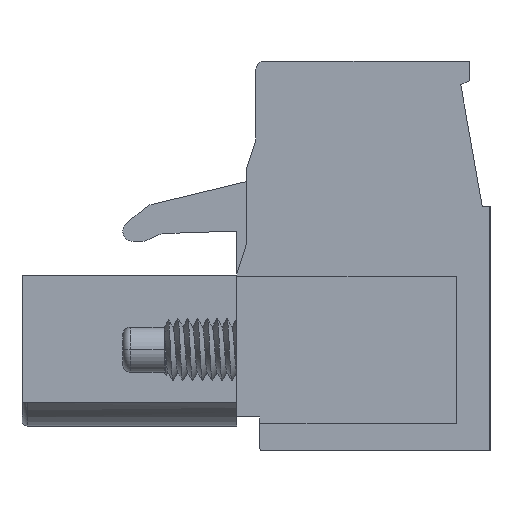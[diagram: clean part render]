
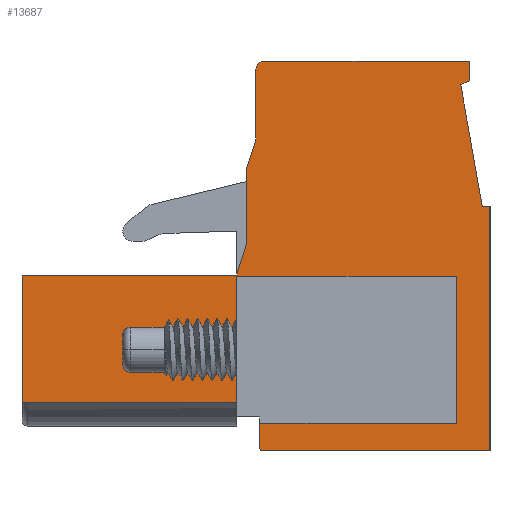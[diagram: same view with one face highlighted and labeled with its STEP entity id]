
A CAD part, left-side view. The second image highlights one B-rep face of the part: STEP entity #13687.
In plain terms, the highlighted planar face has unit normal (-1, 0, 0).
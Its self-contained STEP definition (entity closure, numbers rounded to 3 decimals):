
#2263=DIRECTION('',(0.,1.,0.));
#2264=VECTOR('',#2263,8.3);
#2265=CARTESIAN_POINT('',(0.,9.8,-2.03));
#2266=LINE('',#2265,#2264);
#2267=DIRECTION('',(0.,0.,1.));
#2268=VECTOR('',#2267,4.92);
#2269=CARTESIAN_POINT('',(0.,18.1,-2.03));
#2270=LINE('',#2269,#2268);
#2271=DIRECTION('',(0.,-1.,0.));
#2272=VECTOR('',#2271,8.3);
#2273=CARTESIAN_POINT('',(0.,18.1,2.89));
#2274=LINE('',#2273,#2272);
#2275=DIRECTION('',(0.,-0.303,0.953));
#2276=VECTOR('',#2275,1.322);
#2277=CARTESIAN_POINT('',(0.,9.8,2.89));
#2278=LINE('',#2277,#2276);
#2279=DIRECTION('',(0.,0.,1.));
#2280=VECTOR('',#2279,2.9);
#2281=CARTESIAN_POINT('',(0.,9.4,4.15));
#2282=LINE('',#2281,#2280);
#2283=DIRECTION('',(0.,-0.303,0.953));
#2284=VECTOR('',#2283,1.154);
#2285=CARTESIAN_POINT('',(0.,9.4,7.05));
#2286=LINE('',#2285,#2284);
#2287=DIRECTION('',(0.,0.,1.));
#2288=VECTOR('',#2287,2.7);
#2289=CARTESIAN_POINT('',(0.,9.05,8.15));
#2290=LINE('',#2289,#2288);
#2291=CARTESIAN_POINT('',(0.,8.75,10.85));
#2292=DIRECTION('',(-1.,0.,0.));
#2293=DIRECTION('',(0.,0.,1.));
#2294=AXIS2_PLACEMENT_3D('',#2291,#2292,#2293);
#2296=DIRECTION('',(0.,-1.,0.));
#2297=VECTOR('',#2296,7.95);
#2298=CARTESIAN_POINT('',(0.,8.75,11.15));
#2299=LINE('',#2298,#2297);
#2300=DIRECTION('',(0.,0.,-1.));
#2301=VECTOR('',#2300,0.75);
#2302=CARTESIAN_POINT('',(0.,0.8,11.15));
#2303=LINE('',#2302,#2301);
#2304=DIRECTION('',(0.,0.9,-0.436));
#2305=VECTOR('',#2304,0.367);
#2306=CARTESIAN_POINT('',(0.,0.8,10.4));
#2307=LINE('',#2306,#2305);
#2308=DIRECTION('',(0.,-0.174,-0.985));
#2309=VECTOR('',#2308,4.763);
#2310=CARTESIAN_POINT('',(0.,1.13,10.24));
#2311=LINE('',#2310,#2309);
#2312=DIRECTION('',(0.,-1.,0.));
#2313=VECTOR('',#2312,0.3);
#2314=CARTESIAN_POINT('',(0.,0.3,5.55));
#2315=LINE('',#2314,#2313);
#2316=DIRECTION('',(0.,0.,-1.));
#2317=VECTOR('',#2316,9.45);
#2318=CARTESIAN_POINT('',(0.,0.,5.55));
#2319=LINE('',#2318,#2317);
#2320=DIRECTION('',(0.,1.,0.));
#2321=VECTOR('',#2320,8.8);
#2322=CARTESIAN_POINT('',(0.,0.,-3.9));
#2323=LINE('',#2322,#2321);
#2324=CARTESIAN_POINT('',(0.,8.8,-3.8));
#2325=DIRECTION('',(1.,0.,0.));
#2326=DIRECTION('',(0.,0.,-1.));
#2327=AXIS2_PLACEMENT_3D('',#2324,#2325,#2326);
#2329=DIRECTION('',(0.,0.,1.));
#2330=VECTOR('',#2329,0.95);
#2331=CARTESIAN_POINT('',(0.,8.9,-3.8));
#2332=LINE('',#2331,#2330);
#2356=DIRECTION('',(0.,0.,1.));
#2357=VECTOR('',#2356,4.88);
#2358=CARTESIAN_POINT('',(0.,9.8,-2.03));
#2359=LINE('',#2358,#2357);
#3285=DIRECTION('',(0.,1.,0.));
#3286=VECTOR('',#3285,8.5);
#3287=CARTESIAN_POINT('',(0.,1.3,2.85));
#3288=LINE('',#3287,#3286);
#3307=DIRECTION('',(0.,0.,1.));
#3308=VECTOR('',#3307,5.7);
#3309=CARTESIAN_POINT('',(0.,1.3,-2.85));
#3310=LINE('',#3309,#3308);
#3519=DIRECTION('',(0.,-1.,0.));
#3520=VECTOR('',#3519,7.6);
#3521=CARTESIAN_POINT('',(0.,8.9,-2.85));
#3522=LINE('',#3521,#3520);
#8989=CARTESIAN_POINT('',(0.,0.,-3.9));
#8990=CARTESIAN_POINT('',(0.,8.8,-3.9));
#8991=VERTEX_POINT('',#8989);
#8992=VERTEX_POINT('',#8990);
#8993=CARTESIAN_POINT('',(0.,18.1,-2.03));
#8994=CARTESIAN_POINT('',(0.,18.1,2.89));
#8995=VERTEX_POINT('',#8993);
#8996=VERTEX_POINT('',#8994);
#8997=CARTESIAN_POINT('',(0.,8.75,11.15));
#8998=CARTESIAN_POINT('',(0.,0.8,11.15));
#8999=VERTEX_POINT('',#8997);
#9000=VERTEX_POINT('',#8998);
#9001=CARTESIAN_POINT('',(0.,0.,5.55));
#9002=VERTEX_POINT('',#9001);
#9003=CARTESIAN_POINT('',(0.,0.8,10.4));
#9004=VERTEX_POINT('',#9003);
#9005=CARTESIAN_POINT('',(0.,1.13,10.24));
#9006=VERTEX_POINT('',#9005);
#9007=CARTESIAN_POINT('',(0.,0.3,5.55));
#9008=VERTEX_POINT('',#9007);
#9009=CARTESIAN_POINT('',(0.,9.8,2.89));
#9010=CARTESIAN_POINT('',(0.,9.4,4.15));
#9011=VERTEX_POINT('',#9009);
#9012=VERTEX_POINT('',#9010);
#9013=CARTESIAN_POINT('',(0.,9.4,7.05));
#9014=VERTEX_POINT('',#9013);
#9015=CARTESIAN_POINT('',(0.,9.05,8.15));
#9016=VERTEX_POINT('',#9015);
#9017=CARTESIAN_POINT('',(0.,9.05,10.85));
#9018=VERTEX_POINT('',#9017);
#9019=CARTESIAN_POINT('',(0.,8.9,-3.8));
#9020=VERTEX_POINT('',#9019);
#9021=CARTESIAN_POINT('',(0.,9.8,-2.03));
#9022=CARTESIAN_POINT('',(0.,9.8,2.85));
#9023=VERTEX_POINT('',#9021);
#9024=VERTEX_POINT('',#9022);
#9025=CARTESIAN_POINT('',(0.,1.3,-2.85));
#9026=CARTESIAN_POINT('',(0.,1.3,2.85));
#9027=VERTEX_POINT('',#9025);
#9028=VERTEX_POINT('',#9026);
#9029=CARTESIAN_POINT('',(0.,8.9,-2.85));
#9030=VERTEX_POINT('',#9029);
#13644=CARTESIAN_POINT('',(0.,21.136,-16.75));
#13645=DIRECTION('',(-1.,0.,0.));
#13646=DIRECTION('',(0.,-1.,0.));
#13647=AXIS2_PLACEMENT_3D('',#13644,#13645,#13646);
#13648=PLANE('',#13647);
#13650=ORIENTED_EDGE('',*,*,#13649,.F.);
#13651=ORIENTED_EDGE('',*,*,#13633,.T.);
#13652=ORIENTED_EDGE('',*,*,#12562,.T.);
#13653=ORIENTED_EDGE('',*,*,#12180,.T.);
#13654=ORIENTED_EDGE('',*,*,#12459,.T.);
#13655=ORIENTED_EDGE('',*,*,#12303,.T.);
#13657=ORIENTED_EDGE('',*,*,#13656,.T.);
#13659=ORIENTED_EDGE('',*,*,#13658,.T.);
#13661=ORIENTED_EDGE('',*,*,#13660,.F.);
#13663=ORIENTED_EDGE('',*,*,#13662,.T.);
#13665=ORIENTED_EDGE('',*,*,#13664,.T.);
#13667=ORIENTED_EDGE('',*,*,#13666,.T.);
#13669=ORIENTED_EDGE('',*,*,#13668,.T.);
#13671=ORIENTED_EDGE('',*,*,#13670,.T.);
#13673=ORIENTED_EDGE('',*,*,#13672,.T.);
#13675=ORIENTED_EDGE('',*,*,#13674,.T.);
#13677=ORIENTED_EDGE('',*,*,#13676,.T.);
#13678=ORIENTED_EDGE('',*,*,#10587,.T.);
#13680=ORIENTED_EDGE('',*,*,#13679,.T.);
#13682=ORIENTED_EDGE('',*,*,#13681,.T.);
#13684=ORIENTED_EDGE('',*,*,#13683,.T.);
#13685=EDGE_LOOP('',(#13650,#13651,#13652,#13653,#13654,#13655,#13657,#13659,
#13661,#13663,#13665,#13667,#13669,#13671,#13673,#13675,#13677,#13678,#13680,
#13682,#13684));
#13686=FACE_OUTER_BOUND('',#13685,.F.);
#13687=ADVANCED_FACE('',(#13686),#13648,.T.);
#2295=CIRCLE('',#2294,0.3);
#2328=CIRCLE('',#2327,0.1);
#10587=EDGE_CURVE('',#9020,#9030,#2332,.T.);
#12180=EDGE_CURVE('',#8996,#9011,#2274,.T.);
#12303=EDGE_CURVE('',#9012,#9014,#2282,.T.);
#12459=EDGE_CURVE('',#9011,#9012,#2278,.T.);
#12562=EDGE_CURVE('',#8995,#8996,#2270,.T.);
#13633=EDGE_CURVE('',#9023,#8995,#2266,.T.);
#13649=EDGE_CURVE('',#9023,#9024,#2359,.T.);
#13656=EDGE_CURVE('',#9014,#9016,#2286,.T.);
#13658=EDGE_CURVE('',#9016,#9018,#2290,.T.);
#13660=EDGE_CURVE('',#8999,#9018,#2295,.T.);
#13662=EDGE_CURVE('',#8999,#9000,#2299,.T.);
#13664=EDGE_CURVE('',#9000,#9004,#2303,.T.);
#13666=EDGE_CURVE('',#9004,#9006,#2307,.T.);
#13668=EDGE_CURVE('',#9006,#9008,#2311,.T.);
#13670=EDGE_CURVE('',#9008,#9002,#2315,.T.);
#13672=EDGE_CURVE('',#9002,#8991,#2319,.T.);
#13674=EDGE_CURVE('',#8991,#8992,#2323,.T.);
#13676=EDGE_CURVE('',#8992,#9020,#2328,.T.);
#13679=EDGE_CURVE('',#9030,#9027,#3522,.T.);
#13681=EDGE_CURVE('',#9027,#9028,#3310,.T.);
#13683=EDGE_CURVE('',#9028,#9024,#3288,.T.);
